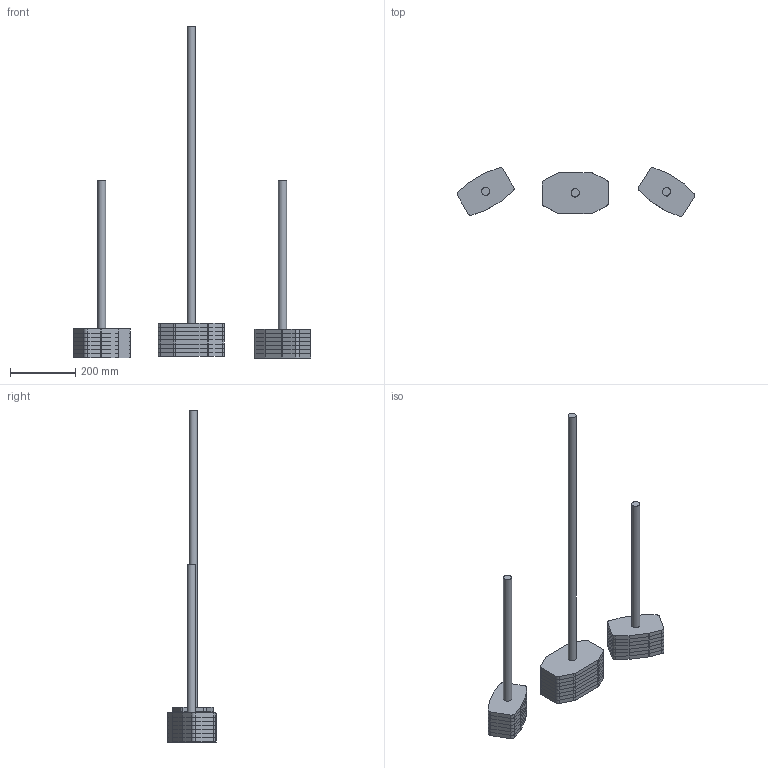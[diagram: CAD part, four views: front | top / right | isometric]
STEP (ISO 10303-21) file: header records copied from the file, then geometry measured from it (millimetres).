
FILE_DESCRIPTION(/* description */ ('STEP AP242','CAx-IF Rec.Pracs.---Representation and Presentation of Product Manufacturing Information (PMI)---4.0---2014-10-13','CAx-IF Rec.Pracs.---3D Tessellated Geometry---0.4---2014-09-14','2;1'),/* implementation_level */ '2;1');
FILE_NAME(/* name */ '6577adc033347e39fc448469',/* time_stamp */ '2023-12-12T00:48:00Z',/* author */ (''),/* organization */ (''),/* preprocessor_version */ 'ST-DEVELOPER v19.4',/* originating_system */ ' ',/* authorisation */ ' ');
FILE_SCHEMA (('AP242_MANAGED_MODEL_BASED_3D_ENGINEERING_MIM_LF { 1 0 10303 442 1 1 4 }'));
Length unit declared in the file: metre
Products named in the file (8): Finished Hammers; OHTH V4 <1>; 1.51 KG PLATE; Short Handle; OHTH V4 <2>; THTH V4 <1>; Plate 14; Long Handle
Assembly tree (28 placements, depth 3):
  Finished Hammers
    OHTH V4 <1>
      1.51 KG PLATE  x7
      Short Handle
    OHTH V4 <2>
      1.51 KG PLATE  x7
      Short Handle
    THTH V4 <1>
      Plate 14  x8
      Long Handle
Bounding box: 730.46 x 150.27 x 1020.77 mm (x, y, z)
Volume: 5905738.8 mm3; surface area: 1078334.4 mm2
Topology: 25 solids, 25 shells, 405 faces, 1065 edges, 710 vertices
Faces by surface type: plane 226, cylinder 179
Full cylindrical faces by diameter (mm): 25 x3
Entity records: 1871 total; most frequent: DIRECTION 278, CARTESIAN_POINT 239, ORIENTED_EDGE 200, AXIS2_PLACEMENT_3D 107, EDGE_CURVE 100, VERTEX_POINT 68, LINE 64, VECTOR 64
